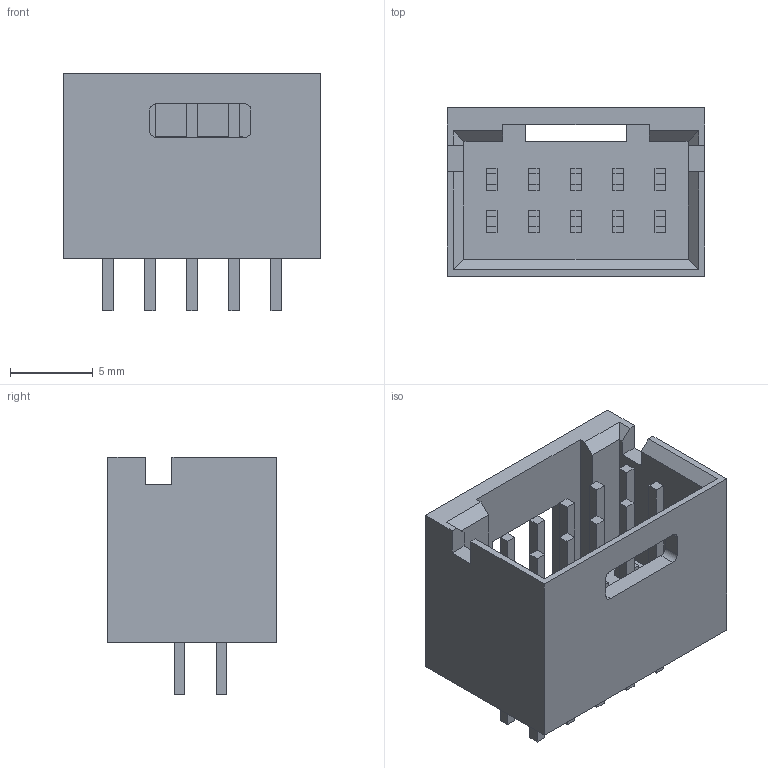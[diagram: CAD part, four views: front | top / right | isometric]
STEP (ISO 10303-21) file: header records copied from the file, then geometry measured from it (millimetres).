
FILE_DESCRIPTION((''),'2;1');
FILE_NAME('C-5-103168-3','2017-01-31T',('workeradm'),('Tyco Electronics Ltd.'),'CREO PARAMETRIC BY PTC INC, 2016050','CREO PARAMETRIC BY PTC INC, 2016050','');
FILE_SCHEMA(('AUTOMOTIVE_DESIGN { 1 0 10303 214 1 1 1 1 }'));
Length unit declared in the file: millimetre
Products named in the file (1): C-5-103168-3
Bounding box: 15.54 x 10.16 x 14.35 mm (x, y, z)
Volume: 797.6 mm3; surface area: 1498.5 mm2
Topology: 1 solids, 1 shells, 181 faces, 479 edges, 318 vertices
Faces by surface type: plane 177, cylinder 4
Entity records: 5673 total; most frequent: CARTESIAN_POINT 980, ORIENTED_EDGE 958, DIRECTION 849, EDGE_CURVE 479, VECTOR 471, LINE 471, VERTEX_POINT 318, EDGE_LOOP 203
